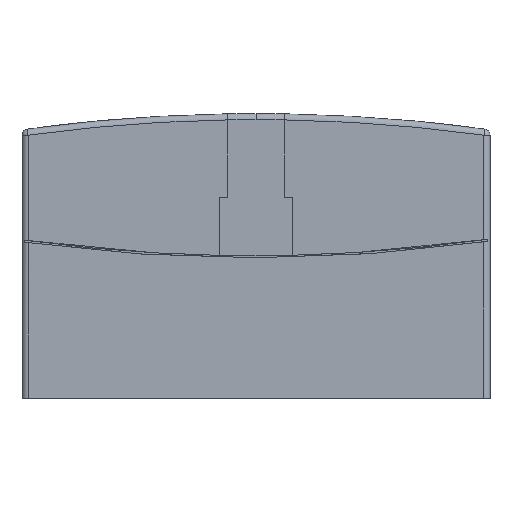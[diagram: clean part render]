
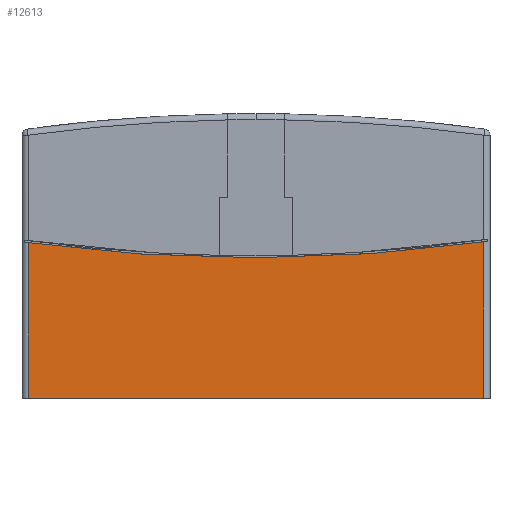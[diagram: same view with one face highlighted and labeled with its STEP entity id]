
A CAD part, left-side view. The second image highlights one B-rep face of the part: STEP entity #12613.
In plain terms, the highlighted planar face has unit normal (-1, 0, 0).
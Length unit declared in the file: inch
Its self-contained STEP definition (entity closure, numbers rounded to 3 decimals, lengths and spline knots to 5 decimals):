
#1704 = DIRECTION ( 'NONE',  ( 0., 0., 1. ) ) ;
#1725 = VERTEX_POINT ( 'NONE', #11992 ) ;
#2002 = EDGE_CURVE ( 'NONE', #4950, #2791, #2425, .T. ) ;
#2073 = CARTESIAN_POINT ( 'NONE',  ( 0., 1.15, 0.001 ) ) ;
#2183 = DIRECTION ( 'NONE',  ( -1., 0., 0. ) ) ;
#2425 = LINE ( 'NONE', #2073, #7707 ) ;
#2650 = CARTESIAN_POINT ( 'NONE',  ( 0., 2.27, 0.001 ) ) ;
#2665 = CARTESIAN_POINT ( 'NONE',  ( 0., 2.27, -6.90563 ) ) ;
#2667 = CARTESIAN_POINT ( 'NONE',  ( 0., 0.03, -6.90563 ) ) ;
#2782 = LINE ( 'NONE', #2665, #10389 ) ;
#2784 = AXIS2_PLACEMENT_3D ( 'NONE', #9549, #3640, #10556 ) ;
#2791 = VERTEX_POINT ( 'NONE', #2650 ) ;
#2927 = ORIENTED_EDGE ( 'NONE', *, *, #12647, .T. ) ;
#2932 = VECTOR ( 'NONE', #1704, 39.37008 ) ;
#3359 = ORIENTED_EDGE ( 'NONE', *, *, #12353, .F. ) ;
#3509 = EDGE_LOOP ( 'NONE', ( #7272, #3359, #2927, #12483 ) ) ;
#3595 = PLANE ( 'NONE',  #2784 ) ;
#3640 = DIRECTION ( 'NONE',  ( 1., 0., 0. ) ) ;
#4049 = CIRCLE ( 'NONE', #5947, 8.27563 ) ;
#4368 = FACE_OUTER_BOUND ( 'NONE', #3509, .T. ) ;
#4950 = VERTEX_POINT ( 'NONE', #12585 ) ;
#5900 = LINE ( 'NONE', #2667, #2932 ) ;
#5947 = AXIS2_PLACEMENT_3D ( 'NONE', #8124, #2183, #9114 ) ;
#7272 = ORIENTED_EDGE ( 'NONE', *, *, #9992, .T. ) ;
#7707 = VECTOR ( 'NONE', #9007, 39.37008 ) ;
#8124 = CARTESIAN_POINT ( 'NONE',  ( 0., 1.16505, 8.96707 ) ) ;
#9007 = DIRECTION ( 'NONE',  ( 0., 1., 0. ) ) ;
#9114 = DIRECTION ( 'NONE',  ( 0., 0., -1. ) ) ;
#9549 = CARTESIAN_POINT ( 'NONE',  ( 0., 1.15, -6.90563 ) ) ;
#9585 = DIRECTION ( 'NONE',  ( 0., 0., -1. ) ) ;
#9992 = EDGE_CURVE ( 'NONE', #4950, #1725, #5900, .T. ) ;
#10132 = VERTEX_POINT ( 'NONE', #10488 ) ;
#10389 = VECTOR ( 'NONE', #9585, 39.37008 ) ;
#10488 = CARTESIAN_POINT ( 'NONE',  ( 0., 2.27, 0.76554 ) ) ;
#10556 = DIRECTION ( 'NONE',  ( 0., 0., -1. ) ) ;
#11992 = CARTESIAN_POINT ( 'NONE',  ( 0., 0.03, 0.76965 ) ) ;
#12353 = EDGE_CURVE ( 'NONE', #10132, #1725, #4049, .T. ) ;
#12483 = ORIENTED_EDGE ( 'NONE', *, *, #2002, .F. ) ;
#12585 = CARTESIAN_POINT ( 'NONE',  ( 0., 0.03, 0.001 ) ) ;
#12613 = ADVANCED_FACE ( 'NONE', ( #4368 ), #3595, .F. ) ;
#12647 = EDGE_CURVE ( 'NONE', #10132, #2791, #2782, .T. ) ;
